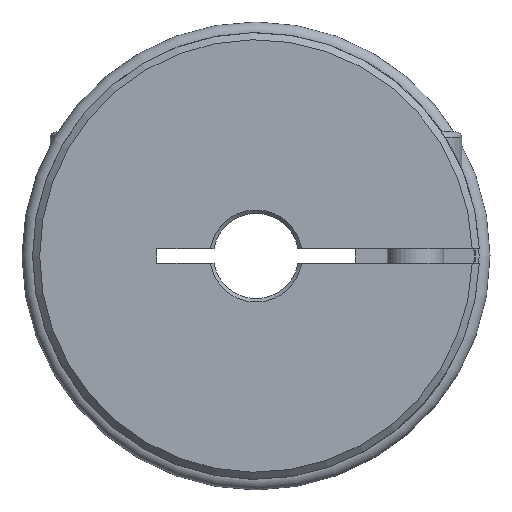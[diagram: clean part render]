
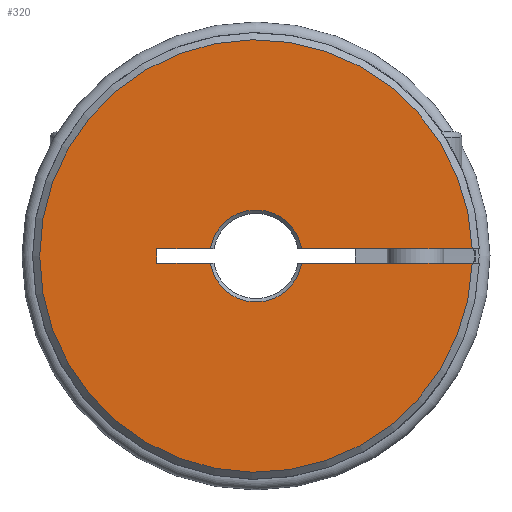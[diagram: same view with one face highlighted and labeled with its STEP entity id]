
A CAD part, left-side view. The second image highlights one B-rep face of the part: STEP entity #320.
In plain terms, the highlighted planar face has unit normal (-1, 0, 0).
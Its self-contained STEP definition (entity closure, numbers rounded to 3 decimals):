
#320 = ADVANCED_FACE( '', ( #699 ), #700, .T. );
#699 = FACE_OUTER_BOUND( '', #1104, .T. );
#700 = PLANE( '', #1105 );
#1104 = EDGE_LOOP( '', ( #1915, #1916, #1917, #1918, #1919, #1920, #1921, #1922 ) );
#1105 = AXIS2_PLACEMENT_3D( '', #1923, #1924, #1925 );
#1915 = ORIENTED_EDGE( '', *, *, #2236, .T. );
#1916 = ORIENTED_EDGE( '', *, *, #2334, .T. );
#1917 = ORIENTED_EDGE( '', *, *, #2185, .T. );
#1918 = ORIENTED_EDGE( '', *, *, #2251, .F. );
#1919 = ORIENTED_EDGE( '', *, *, #2256, .T. );
#1920 = ORIENTED_EDGE( '', *, *, #2220, .T. );
#1921 = ORIENTED_EDGE( '', *, *, #2389, .T. );
#1922 = ORIENTED_EDGE( '', *, *, #2403, .T. );
#1923 = CARTESIAN_POINT( '', ( -19.8, 0., 5. ) );
#1924 = DIRECTION( '', ( -1., 0., 0. ) );
#1925 = DIRECTION( '', ( 0., 0., 1. ) );
#2185 = EDGE_CURVE( '', #2588, #2589, #2590, .T. );
#2220 = EDGE_CURVE( '', #2642, #2646, #2648, .T. );
#2236 = EDGE_CURVE( '', #2674, #2672, #2675, .T. );
#2251 = EDGE_CURVE( '', #2698, #2589, #2699, .T. );
#2256 = EDGE_CURVE( '', #2698, #2642, #2705, .T. );
#2334 = EDGE_CURVE( '', #2672, #2588, #2816, .T. );
#2389 = EDGE_CURVE( '', #2646, #2883, #2884, .T. );
#2403 = EDGE_CURVE( '', #2883, #2674, #2899, .T. );
#2588 = VERTEX_POINT( '', #3124 );
#2589 = VERTEX_POINT( '', #3125 );
#2590 = LINE( '', #3126, #3127 );
#2642 = VERTEX_POINT( '', #3187 );
#2646 = VERTEX_POINT( '', #3191 );
#2648 = CIRCLE( '', #3193, 6.5 );
#2672 = VERTEX_POINT( '', #3219 );
#2674 = VERTEX_POINT( '', #3221 );
#2675 = LINE( '', #3222, #3223 );
#2698 = VERTEX_POINT( '', #3258 );
#2699 = LINE( '', #3259, #3260 );
#2705 = LINE( '', #3269, #3270 );
#2816 = CIRCLE( '', #3570, 6.5 );
#2883 = VERTEX_POINT( '', #3803 );
#2884 = LINE( '', #3804, #3805 );
#2899 = CIRCLE( '', #3823, 30.5 );
#3124 = CARTESIAN_POINT( '', ( -19.8, 6.423, -1. ) );
#3125 = CARTESIAN_POINT( '', ( -19.8, 14., -1. ) );
#3126 = CARTESIAN_POINT( '', ( -19.8, 0., -1. ) );
#3127 = VECTOR( '', #4010, 1000. );
#3187 = CARTESIAN_POINT( '', ( -19.8, 6.423, 1. ) );
#3191 = CARTESIAN_POINT( '', ( -19.8, -6.423, 1. ) );
#3193 = AXIS2_PLACEMENT_3D( '', #4077, #4078, #4079 );
#3219 = CARTESIAN_POINT( '', ( -19.8, -6.423, -1. ) );
#3221 = CARTESIAN_POINT( '', ( -19.8, -30.484, -1. ) );
#3222 = CARTESIAN_POINT( '', ( -19.8, 0., -1. ) );
#3223 = VECTOR( '', #4106, 1000. );
#3258 = CARTESIAN_POINT( '', ( -19.8, 14., 1. ) );
#3259 = CARTESIAN_POINT( '', ( -19.8, 14., 5. ) );
#3260 = VECTOR( '', #4126, 1000. );
#3269 = CARTESIAN_POINT( '', ( -19.8, 0., 1. ) );
#3270 = VECTOR( '', #4130, 1000. );
#3570 = AXIS2_PLACEMENT_3D( '', #4227, #4228, #4229 );
#3803 = CARTESIAN_POINT( '', ( -19.8, -30.484, 1. ) );
#3804 = CARTESIAN_POINT( '', ( -19.8, 0., 1. ) );
#3805 = VECTOR( '', #4278, 1000. );
#3823 = AXIS2_PLACEMENT_3D( '', #4288, #4289, #4290 );
#4010 = DIRECTION( '', ( 0., 1., 0. ) );
#4077 = CARTESIAN_POINT( '', ( -19.8, 0., 0. ) );
#4078 = DIRECTION( '', ( 1., 0., 0. ) );
#4079 = DIRECTION( '', ( 0., -1., 0. ) );
#4106 = DIRECTION( '', ( 0., 1., 0. ) );
#4126 = DIRECTION( '', ( 0., 0., -1. ) );
#4130 = DIRECTION( '', ( 0., -1., 0. ) );
#4227 = CARTESIAN_POINT( '', ( -19.8, 0., 0. ) );
#4228 = DIRECTION( '', ( 1., 0., 0. ) );
#4229 = DIRECTION( '', ( 0., -1., 0. ) );
#4278 = DIRECTION( '', ( 0., -1., 0. ) );
#4288 = CARTESIAN_POINT( '', ( -19.8, 0., 0. ) );
#4289 = DIRECTION( '', ( -1., 0., 0. ) );
#4290 = DIRECTION( '', ( 0., 0., -1. ) );
